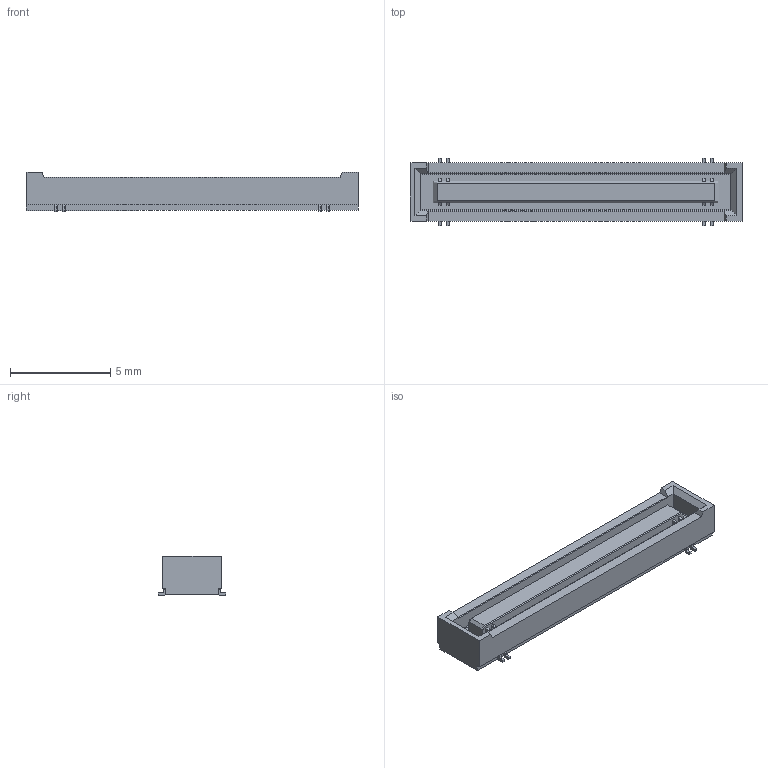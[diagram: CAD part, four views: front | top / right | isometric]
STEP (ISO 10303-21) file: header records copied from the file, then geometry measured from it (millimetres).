
FILE_DESCRIPTION(/* description */ (''),/* implementation_level */ '2;1');
FILE_NAME(/* name */ 'HIROSE_DF14C(2.0)-70DS-0.4V.stp',/* time_stamp */ '2016-06-13T10:45:54+02:00',/* author */ ('riccim'),/* organization */ ('SolidWorks'),/* preprocessor_version */ 'ST-DEVELOPER v15.5',/* originating_system */ 'AutoCAD Mechanical',/* authorisation */ ' ');
FILE_SCHEMA (('AUTOMOTIVE_DESIGN { 1 0 10303 214 3 1 1 }'));
Length unit declared in the file: millimetre
Products named in the file (1): Product
Bounding box: 16.6 x 3.38 x 1.95 mm (x, y, z)
Volume: 66.5 mm3; surface area: 222.2 mm2
Topology: 17 solids, 17 shells, 263 faces, 660 edges, 432 vertices
Faces by surface type: plane 207, cylinder 56
Entity records: 7797 total; most frequent: CARTESIAN_POINT 1356, ORIENTED_EDGE 1320, DIRECTION 1300, EDGE_CURVE 660, LINE 548, VECTOR 548, VERTEX_POINT 432, AXIS2_PLACEMENT_3D 376
